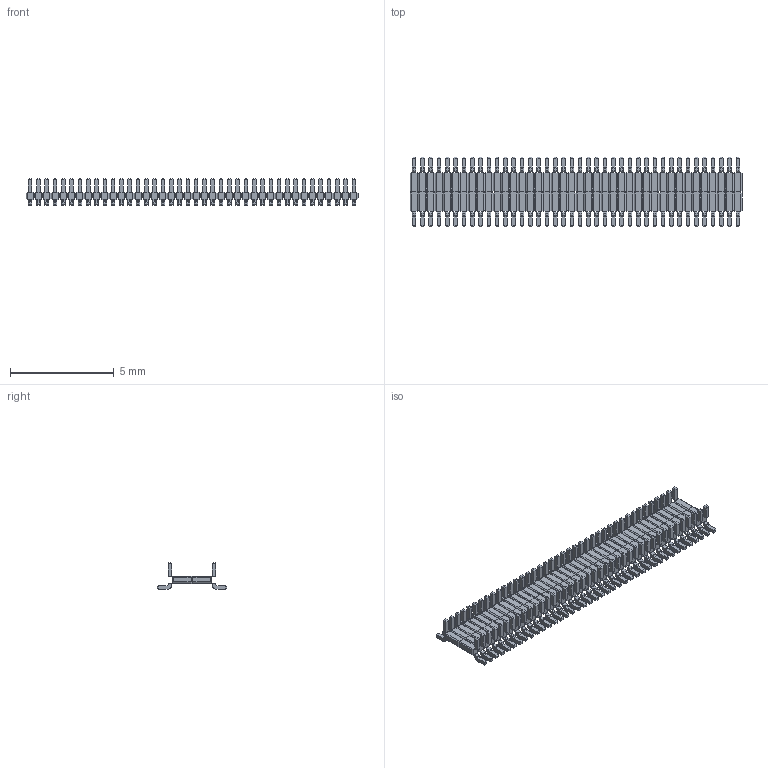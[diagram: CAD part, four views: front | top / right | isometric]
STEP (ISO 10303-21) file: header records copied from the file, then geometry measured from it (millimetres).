
FILE_DESCRIPTION(('STEP AP214'),'1');
FILE_NAME('CONN80_17p5X1p85_hdr_HIR','2023-09-30T11:54:15',(''),(''),'','','');
FILE_SCHEMA(('AUTOMOTIVE_DESIGN'));
Length unit declared in the file: millimetre
Products named in the file (1): product
Bounding box: 16 x 3.35 x 1.29 mm (x, y, z)
Volume: 13.4 mm3; surface area: 177 mm2
Topology: 162 solids, 162 shells, 2884 faces, 6088 edges, 3528 vertices
Faces by surface type: plane 2724, cylinder 160
Entity records: 70518 total; most frequent: DIRECTION 12178, ORIENTED_EDGE 12176, CARTESIAN_POINT 6573, EDGE_CURVE 6088, LINE 5768, VECTOR 5768, VERTEX_POINT 3528, AXIS2_PLACEMENT_3D 3205
